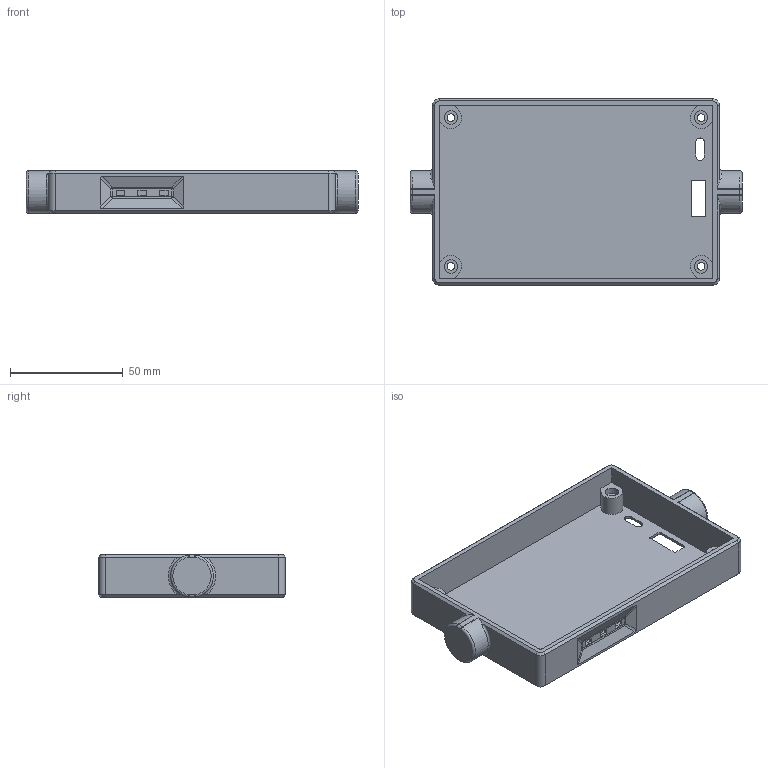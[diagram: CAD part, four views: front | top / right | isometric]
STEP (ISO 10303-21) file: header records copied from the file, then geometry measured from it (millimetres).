
FILE_DESCRIPTION(/* description */ (''),/* implementation_level */ '2;1');
FILE_NAME(/* name */ '02_33__XP_BTT_HDMI5_v1.2_Case___V1.1.step',/* time_stamp */ '2025-04-03T11:29:52+02:00',/* author */ (''),/* organization */ (''),/* preprocessor_version */ 'ST-DEVELOPER v20.1',/* originating_system */ 'Autodesk Translation Framework v14.4.0.0',/* authorisation */ '');
FILE_SCHEMA (('AUTOMOTIVE_DESIGN { 1 0 10303 214 3 1 1 }'));
Length unit declared in the file: millimetre
Products named in the file (1): 02_33__XP_BTT_HDMI5_v1.2_Case___V1.1
Bounding box: 147.3 x 82.75 x 18.8 mm (x, y, z)
Volume: 47703.5 mm3; surface area: 36808.3 mm2
Topology: 1 solids, 1 shells, 164 faces, 400 edges, 244 vertices
Faces by surface type: plane 72, cylinder 50, cone 18, torus 12, sphere 12
Full cylindrical faces by diameter (mm): 3.4 x4, 6 x8
Entity records: 4954 total; most frequent: CARTESIAN_POINT 929, DIRECTION 876, ORIENTED_EDGE 800, EDGE_CURVE 400, AXIS2_PLACEMENT_3D 319, VERTEX_POINT 244, LINE 238, VECTOR 238
